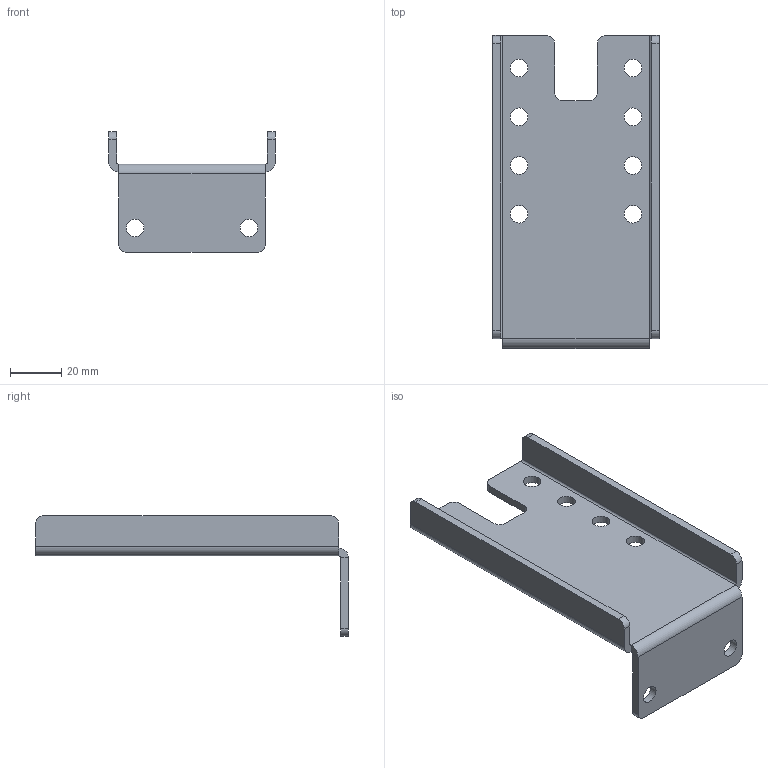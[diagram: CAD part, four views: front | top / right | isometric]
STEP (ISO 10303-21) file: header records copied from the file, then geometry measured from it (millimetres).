
FILE_DESCRIPTION(/* description */ (''),/* implementation_level */ '2;1');
FILE_NAME(/* name */ 'L BRACKET AC218.stp',/* time_stamp */ '2019-05-07T13:04:53-04:00',/* author */ ('sboulais'),/* organization */ (''),/* preprocessor_version */ 'ST-DEVELOPER v16.13',/* originating_system */ 'Autodesk Inventor 2018',/* authorisation */ '');
FILE_SCHEMA (('AUTOMOTIVE_DESIGN { 1 0 10303 214 3 1 1 }'));
Length unit declared in the file: inch
Products named in the file (1): BRACKET L AC218
Bounding box: 65.05 x 122.24 x 47.19 mm (x, y, z)
Volume: 35467.7 mm3; surface area: 25517.9 mm2
Topology: 1 solids, 1 shells, 52 faces, 132 edges, 82 vertices
Faces by surface type: cylinder 26, plane 26
Full cylindrical faces by diameter (mm): 6.909 x10
Entity records: 1577 total; most frequent: DIRECTION 278, CARTESIAN_POINT 253, ORIENTED_EDGE 240, EDGE_CURVE 120, AXIS2_PLACEMENT_3D 105, EDGE_LOOP 82, VERTEX_POINT 80, LINE 68
